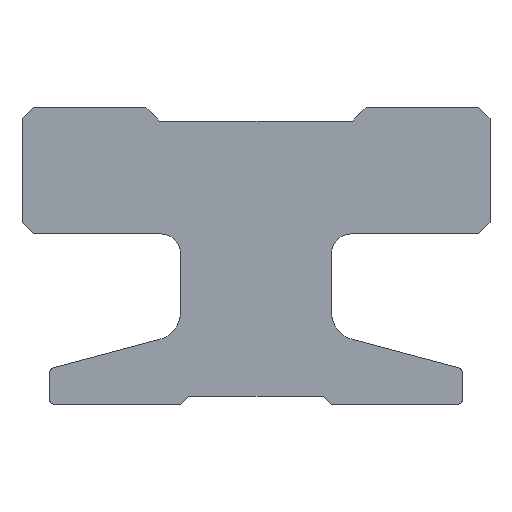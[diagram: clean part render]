
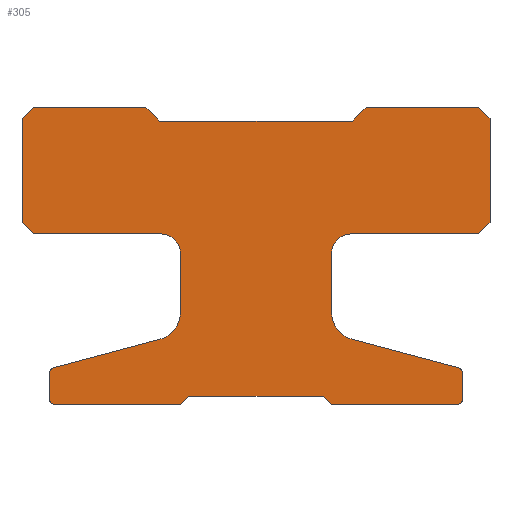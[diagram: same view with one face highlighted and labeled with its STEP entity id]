
A CAD part, front view. The second image highlights one B-rep face of the part: STEP entity #305.
In plain terms, the highlighted planar face has unit normal (0, -1, 0).
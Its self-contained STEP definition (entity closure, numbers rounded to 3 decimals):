
#219=EDGE_CURVE('',#253,#515,#625,.T.);
#221=VERTEX_POINT('',#627);
#233=EDGE_CURVE('',#423,#413,#639,.T.);
#241=VERTEX_POINT('',#648);
#253=VERTEX_POINT('',#663);
#257=EDGE_CURVE('',#221,#567,#667,.T.);
#273=EDGE_CURVE('',#413,#341,#683,.T.);
#283=EDGE_CURVE('',#315,#241,#695,.T.);
#289=EDGE_CURVE('',#449,#607,#702,.T.);
#293=EDGE_CURVE('',#315,#297,#706,.T.);
#297=VERTEX_POINT('',#710);
#305=ADVANCED_FACE('',(#719),#720,.T.);
#307=VERTEX_POINT('',#722);
#309=EDGE_CURVE('',#411,#347,#724,.T.);
#311=EDGE_CURVE('',#419,#241,#726,.T.);
#315=VERTEX_POINT('',#731);
#341=VERTEX_POINT('',#760);
#343=VERTEX_POINT('',#762);
#345=VERTEX_POINT('',#764);
#347=VERTEX_POINT('',#766);
#355=VERTEX_POINT('',#774);
#363=EDGE_CURVE('',#307,#459,#782,.T.);
#377=EDGE_CURVE('',#343,#355,#800,.T.);
#381=EDGE_CURVE('',#549,#565,#804,.T.);
#385=VERTEX_POINT('',#808);
#389=EDGE_CURVE('',#437,#449,#812,.T.);
#393=EDGE_CURVE('',#343,#341,#816,.T.);
#399=VERTEX_POINT('',#823);
#405=EDGE_CURVE('',#411,#297,#830,.T.);
#411=VERTEX_POINT('',#837);
#413=VERTEX_POINT('',#839);
#419=VERTEX_POINT('',#846);
#421=EDGE_CURVE('',#565,#437,#848,.T.);
#423=VERTEX_POINT('',#850);
#425=EDGE_CURVE('',#427,#543,#852,.T.);
#427=VERTEX_POINT('',#854);
#433=VERTEX_POINT('',#860);
#435=EDGE_CURVE('',#345,#385,#862,.T.);
#437=VERTEX_POINT('',#864);
#449=VERTEX_POINT('',#878);
#455=EDGE_CURVE('',#607,#399,#884,.T.);
#459=VERTEX_POINT('',#888);
#463=EDGE_CURVE('',#459,#427,#892,.T.);
#477=EDGE_CURVE('',#493,#433,#907,.T.);
#483=EDGE_CURVE('',#585,#221,#914,.T.);
#493=VERTEX_POINT('',#925);
#495=VERTEX_POINT('',#927);
#511=EDGE_CURVE('',#579,#253,#944,.T.);
#515=VERTEX_POINT('',#948);
#517=EDGE_CURVE('',#385,#585,#950,.T.);
#525=EDGE_CURVE('',#347,#493,#958,.T.);
#529=EDGE_CURVE('',#433,#307,#962,.T.);
#531=EDGE_CURVE('',#515,#423,#964,.T.);
#541=EDGE_CURVE('',#549,#355,#976,.T.);
#543=VERTEX_POINT('',#978);
#549=VERTEX_POINT('',#985);
#565=VERTEX_POINT('',#1003);
#567=VERTEX_POINT('',#1005);
#569=EDGE_CURVE('',#567,#419,#1007,.T.);
#571=EDGE_CURVE('',#399,#495,#1009,.T.);
#573=EDGE_CURVE('',#495,#345,#1011,.T.);
#579=VERTEX_POINT('',#1017);
#585=VERTEX_POINT('',#1023);
#599=EDGE_CURVE('',#543,#579,#1039,.T.);
#607=VERTEX_POINT('',#1047);
#625=CIRCLE('',#1056,0.2);
#627=CARTESIAN_POINT('',(-8.5,-25.0,10.4));
#639=CIRCLE('',#1073,0.2);
#648=CARTESIAN_POINT('',(-3.45,-25.0,6.2));
#663=CARTESIAN_POINT('',(7.3,-25.0,0.0));
#667=LINE('',#1110,#1111);
#683=LINE('',#1134,#1135);
#695=CIRCLE('',#1152,0.7);
#702=LINE('',#1160,#1161);
#706=LINE('',#1168,#1169);
#710=CARTESIAN_POINT('',(-2.75,-25.0,3.34));
#719=FACE_OUTER_BOUND('',#1184,.T.);
#720=PLANE('',#1185);
#722=CARTESIAN_POINT('',(-7.3,-25.0,0.));
#724=LINE('',#1190,#1191);
#726=LINE('',#1194,#1195);
#731=CARTESIAN_POINT('',(-2.75,-25.0,5.5));
#760=CARTESIAN_POINT('',(3.491,-25.0,2.374));
#762=CARTESIAN_POINT('',(2.75,-25.0,3.34));
#764=CARTESIAN_POINT('',(-3.5,-25.0,10.3));
#766=CARTESIAN_POINT('',(-7.352,-25.0,1.34));
#774=CARTESIAN_POINT('',(2.75,-25.0,5.5));
#782=LINE('',#1268,#1269);
#800=LINE('',#1292,#1293);
#804=LINE('',#1300,#1301);
#808=CARTESIAN_POINT('',(-4.,-25.0,10.8));
#812=LINE('',#1314,#1315);
#816=CIRCLE('',#1320,1.);
#823=CARTESIAN_POINT('',(4.,-25.0,10.8));
#830=CIRCLE('',#1339,1.0);
#837=CARTESIAN_POINT('',(-3.491,-25.0,2.374));
#839=CARTESIAN_POINT('',(7.352,-25.0,1.34));
#846=CARTESIAN_POINT('',(-8.1,-25.0,6.2));
#848=LINE('',#1360,#1361);
#850=CARTESIAN_POINT('',(7.5,-25.0,1.147));
#852=LINE('',#1366,#1367);
#854=CARTESIAN_POINT('',(-2.45,-25.0,0.3));
#860=CARTESIAN_POINT('',(-7.5,-25.0,0.2));
#862=LINE('',#1380,#1381);
#864=CARTESIAN_POINT('',(8.5,-25.0,6.6));
#878=CARTESIAN_POINT('',(8.5,-25.0,10.4));
#884=LINE('',#1413,#1414);
#888=CARTESIAN_POINT('',(-2.75,-25.0,0.));
#892=LINE('',#1425,#1426);
#907=LINE('',#1449,#1450);
#914=LINE('',#1458,#1459);
#925=CARTESIAN_POINT('',(-7.5,-25.0,1.147));
#927=CARTESIAN_POINT('',(3.5,-25.0,10.3));
#944=LINE('',#1501,#1502);
#948=CARTESIAN_POINT('',(7.5,-25.0,0.2));
#950=LINE('',#1511,#1512);
#958=CIRCLE('',#1525,0.2);
#962=CIRCLE('',#1532,0.2);
#964=LINE('',#1535,#1536);
#976=CIRCLE('',#1550,0.7);
#978=CARTESIAN_POINT('',(2.45,-25.0,0.3));
#985=CARTESIAN_POINT('',(3.45,-25.0,6.2));
#1003=CARTESIAN_POINT('',(8.1,-25.0,6.2));
#1005=CARTESIAN_POINT('',(-8.5,-25.0,6.6));
#1007=LINE('',#1587,#1588);
#1009=LINE('',#1591,#1592);
#1011=LINE('',#1595,#1596);
#1017=CARTESIAN_POINT('',(2.75,-25.0,0.0));
#1023=CARTESIAN_POINT('',(-8.1,-25.0,10.8));
#1039=LINE('',#1639,#1640);
#1047=CARTESIAN_POINT('',(8.1,-25.0,10.8));
#1056=AXIS2_PLACEMENT_3D('',#1654,#1655,#1656);
#1073=AXIS2_PLACEMENT_3D('',#1663,#1664,#1665);
#1110=CARTESIAN_POINT('',(-8.5,-25.0,10.4));
#1111=VECTOR('',#1702,1.0);
#1134=CARTESIAN_POINT('',(7.352,-25.0,1.34));
#1135=VECTOR('',#1706,1.0);
#1152=AXIS2_PLACEMENT_3D('',#1725,#1726,#1727);
#1160=CARTESIAN_POINT('',(8.5,-25.0,10.4));
#1161=VECTOR('',#1736,1.0);
#1168=CARTESIAN_POINT('',(-2.75,-25.0,5.5));
#1169=VECTOR('',#1738,1.0);
#1184=EDGE_LOOP('',(#1749,#1750,#1751,#1752,#1753,#1754,#1755,#1756,#1757,#1758,#1759,#1760,#1761,#1762,#1763,#1764,#1765,#1766,#1767,#1768,#1769,#1770,#1771,#1772,#1773,#1774,#1775,#1776,#1777,#1778,#1779,#1780));
#1185=AXIS2_PLACEMENT_3D('',#1781,#1782,#1783);
#1190=CARTESIAN_POINT('',(-3.491,-25.0,2.374));
#1191=VECTOR('',#1784,1.0);
#1194=CARTESIAN_POINT('',(-8.1,-25.0,6.2));
#1195=VECTOR('',#1785,1.0);
#1268=CARTESIAN_POINT('',(-7.3,-25.0,0.));
#1269=VECTOR('',#1831,1.0);
#1292=CARTESIAN_POINT('',(2.75,-25.0,3.34));
#1293=VECTOR('',#1866,1.0);
#1300=CARTESIAN_POINT('',(3.45,-25.0,6.2));
#1301=VECTOR('',#1868,1.0);
#1314=CARTESIAN_POINT('',(8.5,-25.0,6.6));
#1315=VECTOR('',#1871,1.0);
#1320=AXIS2_PLACEMENT_3D('',#1872,#1873,#1874);
#1339=AXIS2_PLACEMENT_3D('',#1893,#1894,#1895);
#1360=CARTESIAN_POINT('',(8.1,-25.0,6.2));
#1361=VECTOR('',#1913,1.0);
#1366=CARTESIAN_POINT('',(0.0,-25.0,0.3));
#1367=VECTOR('',#1914,1.0);
#1380=CARTESIAN_POINT('',(-3.5,-25.0,10.3));
#1381=VECTOR('',#1916,1.0);
#1413=CARTESIAN_POINT('',(8.1,-25.0,10.8));
#1414=VECTOR('',#1940,1.0);
#1425=CARTESIAN_POINT('',(-2.75,-25.0,0.));
#1426=VECTOR('',#1942,1.0);
#1449=CARTESIAN_POINT('',(-7.5,-25.0,1.147));
#1450=VECTOR('',#1957,1.0);
#1458=CARTESIAN_POINT('',(-8.1,-25.0,10.8));
#1459=VECTOR('',#1966,1.0);
#1501=CARTESIAN_POINT('',(2.75,-25.0,0.0));
#1502=VECTOR('',#1991,1.0);
#1511=CARTESIAN_POINT('',(-4.,-25.0,10.8));
#1512=VECTOR('',#1993,1.0);
#1525=AXIS2_PLACEMENT_3D('',#1996,#1997,#1998);
#1532=AXIS2_PLACEMENT_3D('',#2000,#2001,#2002);
#1535=CARTESIAN_POINT('',(7.5,-25.0,0.2));
#1536=VECTOR('',#2003,1.0);
#1550=AXIS2_PLACEMENT_3D('',#2050,#2051,#2052);
#1587=CARTESIAN_POINT('',(-8.5,-25.0,6.6));
#1588=VECTOR('',#2082,1.0);
#1591=CARTESIAN_POINT('',(4.,-25.0,10.8));
#1592=VECTOR('',#2083,1.0);
#1595=CARTESIAN_POINT('',(3.5,-25.0,10.3));
#1596=VECTOR('',#2084,1.0);
#1639=CARTESIAN_POINT('',(2.45,-25.0,0.3));
#1640=VECTOR('',#2108,1.0);
#1654=CARTESIAN_POINT('',(7.3,-25.0,0.2));
#1655=DIRECTION('',(0.0,-1.0,0.0));
#1656=DIRECTION('',(0.0,0.0,-1.0));
#1663=CARTESIAN_POINT('',(7.3,-25.0,1.147));
#1664=DIRECTION('',(0.0,-1.0,0.0));
#1665=DIRECTION('',(1.0,0.0,0.));
#1702=DIRECTION('',(0.0,0.0,-1.0));
#1706=DIRECTION('',(-0.966,0.0,0.259));
#1725=CARTESIAN_POINT('',(-3.45,-25.0,5.5));
#1726=DIRECTION('',(0.0,-1.0,0.0));
#1727=DIRECTION('',(1.0,0.0,0.0));
#1736=DIRECTION('',(-0.707,0.0,0.707));
#1738=DIRECTION('',(0.0,0.0,-1.0));
#1749=ORIENTED_EDGE('',*,*,#425,.T.);
#1750=ORIENTED_EDGE('',*,*,#599,.T.);
#1751=ORIENTED_EDGE('',*,*,#511,.T.);
#1752=ORIENTED_EDGE('',*,*,#219,.T.);
#1753=ORIENTED_EDGE('',*,*,#531,.T.);
#1754=ORIENTED_EDGE('',*,*,#233,.T.);
#1755=ORIENTED_EDGE('',*,*,#273,.T.);
#1756=ORIENTED_EDGE('',*,*,#393,.F.);
#1757=ORIENTED_EDGE('',*,*,#377,.T.);
#1758=ORIENTED_EDGE('',*,*,#541,.F.);
#1759=ORIENTED_EDGE('',*,*,#381,.T.);
#1760=ORIENTED_EDGE('',*,*,#421,.T.);
#1761=ORIENTED_EDGE('',*,*,#389,.T.);
#1762=ORIENTED_EDGE('',*,*,#289,.T.);
#1763=ORIENTED_EDGE('',*,*,#455,.T.);
#1764=ORIENTED_EDGE('',*,*,#571,.T.);
#1765=ORIENTED_EDGE('',*,*,#573,.T.);
#1766=ORIENTED_EDGE('',*,*,#435,.T.);
#1767=ORIENTED_EDGE('',*,*,#517,.T.);
#1768=ORIENTED_EDGE('',*,*,#483,.T.);
#1769=ORIENTED_EDGE('',*,*,#257,.T.);
#1770=ORIENTED_EDGE('',*,*,#569,.T.);
#1771=ORIENTED_EDGE('',*,*,#311,.T.);
#1772=ORIENTED_EDGE('',*,*,#283,.F.);
#1773=ORIENTED_EDGE('',*,*,#293,.T.);
#1774=ORIENTED_EDGE('',*,*,#405,.F.);
#1775=ORIENTED_EDGE('',*,*,#309,.T.);
#1776=ORIENTED_EDGE('',*,*,#525,.T.);
#1777=ORIENTED_EDGE('',*,*,#477,.T.);
#1778=ORIENTED_EDGE('',*,*,#529,.T.);
#1779=ORIENTED_EDGE('',*,*,#363,.T.);
#1780=ORIENTED_EDGE('',*,*,#463,.T.);
#1781=CARTESIAN_POINT('',(0.,-25.0,5.296));
#1782=DIRECTION('',(0.0,-1.0,0.0));
#1783=DIRECTION('',(1.0,0.0,0.0));
#1784=DIRECTION('',(-0.966,-0.0,-0.259));
#1785=DIRECTION('',(1.0,0.0,0.0));
#1831=DIRECTION('',(1.0,0.0,0.0));
#1866=DIRECTION('',(0.0,0.0,1.0));
#1868=DIRECTION('',(1.0,0.0,0.0));
#1871=DIRECTION('',(0.0,0.0,1.0));
#1872=CARTESIAN_POINT('',(3.75,-25.0,3.34));
#1873=DIRECTION('',(0.0,-1.0,0.0));
#1874=DIRECTION('',(-1.0,0.0,0.));
#1893=CARTESIAN_POINT('',(-3.75,-25.0,3.34));
#1894=DIRECTION('',(0.0,-1.0,0.0));
#1895=DIRECTION('',(0.259,0.0,-0.966));
#1913=DIRECTION('',(0.707,0.0,0.707));
#1914=DIRECTION('',(1.0,0.0,0.0));
#1916=DIRECTION('',(-0.707,0.0,0.707));
#1940=DIRECTION('',(-1.0,0.0,0.0));
#1942=DIRECTION('',(0.707,0.0,0.707));
#1957=DIRECTION('',(0.0,0.0,-1.0));
#1966=DIRECTION('',(-0.707,-0.0,-0.707));
#1991=DIRECTION('',(1.0,0.0,0.0));
#1993=DIRECTION('',(-1.0,0.0,0.0));
#1996=CARTESIAN_POINT('',(-7.3,-25.0,1.147));
#1997=DIRECTION('',(0.0,-1.0,0.0));
#1998=DIRECTION('',(-0.259,0.0,0.966));
#2000=CARTESIAN_POINT('',(-7.3,-25.0,0.2));
#2001=DIRECTION('',(0.0,-1.0,0.0));
#2002=DIRECTION('',(-1.0,0.0,0.));
#2003=DIRECTION('',(0.0,0.0,1.0));
#2050=CARTESIAN_POINT('',(3.45,-25.0,5.5));
#2051=DIRECTION('',(0.0,-1.0,0.0));
#2052=DIRECTION('',(0.,0.0,1.0));
#2082=DIRECTION('',(0.707,0.0,-0.707));
#2083=DIRECTION('',(-0.707,-0.0,-0.707));
#2084=DIRECTION('',(-1.0,0.0,0.0));
#2108=DIRECTION('',(0.707,0.0,-0.707));
